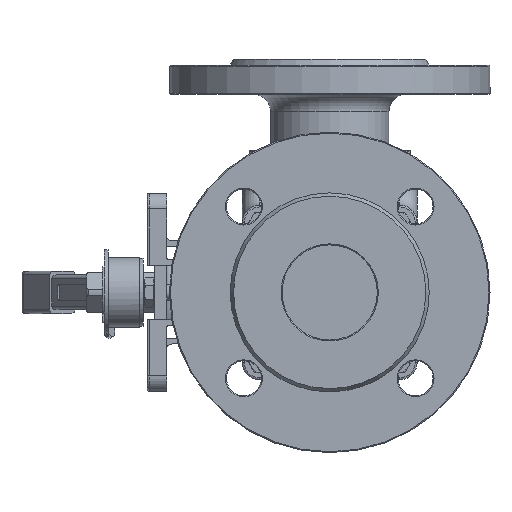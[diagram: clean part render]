
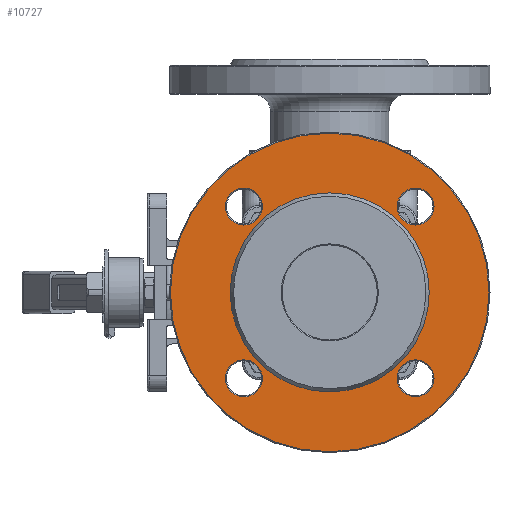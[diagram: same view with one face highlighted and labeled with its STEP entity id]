
A CAD part, left-side view. The second image highlights one B-rep face of the part: STEP entity #10727.
In plain terms, the highlighted planar face has unit normal (-1, 0, 0).
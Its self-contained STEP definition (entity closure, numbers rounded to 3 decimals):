
#513=FACE_BOUND('',#3441,.T.);
#514=FACE_BOUND('',#3442,.T.);
#515=FACE_BOUND('',#3443,.T.);
#516=FACE_BOUND('',#3444,.T.);
#517=FACE_BOUND('',#3445,.T.);
#2329=PLANE('',#11771);
#2773=FACE_OUTER_BOUND('',#3440,.T.);
#3440=EDGE_LOOP('',(#8246));
#3441=EDGE_LOOP('',(#8247));
#3442=EDGE_LOOP('',(#8248));
#3443=EDGE_LOOP('',(#8249));
#3444=EDGE_LOOP('',(#8250));
#3445=EDGE_LOOP('',(#8251));
#4101=CIRCLE('',#11748,51.232);
#4104=CIRCLE('',#11753,9.5);
#4106=CIRCLE('',#11757,9.5);
#4110=CIRCLE('',#11766,9.5);
#4112=CIRCLE('',#11770,9.5);
#4113=CIRCLE('',#11772,82.);
#4938=VERTEX_POINT('',#17506);
#4941=VERTEX_POINT('',#17516);
#4943=VERTEX_POINT('',#17524);
#4947=VERTEX_POINT('',#17541);
#4949=VERTEX_POINT('',#17549);
#4950=VERTEX_POINT('',#17553);
#6133=EDGE_CURVE('',#4938,#4938,#4101,.T.);
#6138=EDGE_CURVE('',#4941,#4941,#4104,.T.);
#6142=EDGE_CURVE('',#4943,#4943,#4106,.T.);
#6150=EDGE_CURVE('',#4947,#4947,#4110,.T.);
#6154=EDGE_CURVE('',#4949,#4949,#4112,.T.);
#6156=EDGE_CURVE('',#4950,#4950,#4113,.T.);
#8246=ORIENTED_EDGE('',*,*,#6156,.F.);
#8247=ORIENTED_EDGE('',*,*,#6154,.F.);
#8248=ORIENTED_EDGE('',*,*,#6142,.F.);
#8249=ORIENTED_EDGE('',*,*,#6133,.F.);
#8250=ORIENTED_EDGE('',*,*,#6138,.F.);
#8251=ORIENTED_EDGE('',*,*,#6150,.F.);
#10727=ADVANCED_FACE('',(#2773,#513,#514,#515,#516,#517),#2329,.T.);
#11748=AXIS2_PLACEMENT_3D('',#17507,#13712,#13713);
#11753=AXIS2_PLACEMENT_3D('',#17517,#13724,#13725);
#11757=AXIS2_PLACEMENT_3D('',#17525,#13734,#13735);
#11766=AXIS2_PLACEMENT_3D('',#17542,#13756,#13757);
#11770=AXIS2_PLACEMENT_3D('',#17550,#13766,#13767);
#11771=AXIS2_PLACEMENT_3D('',#17552,#13769,#13770);
#11772=AXIS2_PLACEMENT_3D('',#17554,#13771,#13772);
#13712=DIRECTION('center_axis',(-1.,0.,0.));
#13713=DIRECTION('ref_axis',(0.,0.,-1.));
#13724=DIRECTION('center_axis',(-1.,0.,0.));
#13725=DIRECTION('ref_axis',(0.,0.,-1.));
#13734=DIRECTION('center_axis',(-1.,0.,0.));
#13735=DIRECTION('ref_axis',(0.,0.,-1.));
#13756=DIRECTION('center_axis',(-1.,0.,0.));
#13757=DIRECTION('ref_axis',(0.,0.,-1.));
#13766=DIRECTION('center_axis',(-1.,0.,0.));
#13767=DIRECTION('ref_axis',(0.,0.,-1.));
#13769=DIRECTION('center_axis',(-1.,0.,0.));
#13770=DIRECTION('ref_axis',(0.,0.,1.));
#13771=DIRECTION('center_axis',(1.,0.,0.));
#13772=DIRECTION('ref_axis',(0.,0.,-1.));
#17506=CARTESIAN_POINT('',(-117.,0.,51.232));
#17507=CARTESIAN_POINT('Origin',(-117.,0.,0.));
#17516=CARTESIAN_POINT('',(-117.,44.194,53.694));
#17517=CARTESIAN_POINT('Origin',(-117.,44.194,44.194));
#17524=CARTESIAN_POINT('',(-117.,44.194,-34.694));
#17525=CARTESIAN_POINT('Origin',(-117.,44.194,-44.194));
#17541=CARTESIAN_POINT('',(-117.,-44.194,-34.694));
#17542=CARTESIAN_POINT('Origin',(-117.,-44.194,-44.194));
#17549=CARTESIAN_POINT('',(-117.,-44.194,53.694));
#17550=CARTESIAN_POINT('Origin',(-117.,-44.194,44.194));
#17552=CARTESIAN_POINT('Origin',(-117.,0.,0.));
#17553=CARTESIAN_POINT('',(-117.,0.,82.));
#17554=CARTESIAN_POINT('Origin',(-117.,0.,0.));
